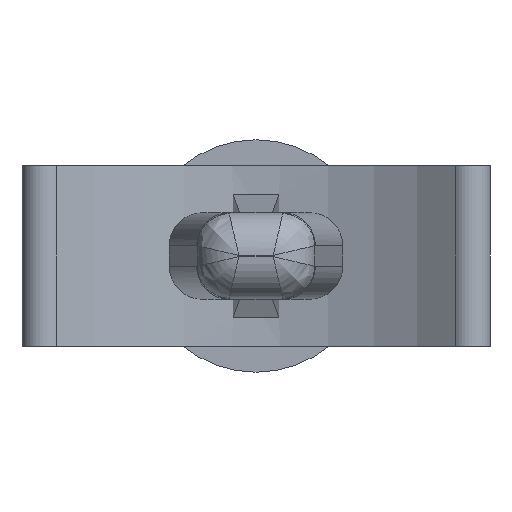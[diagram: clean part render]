
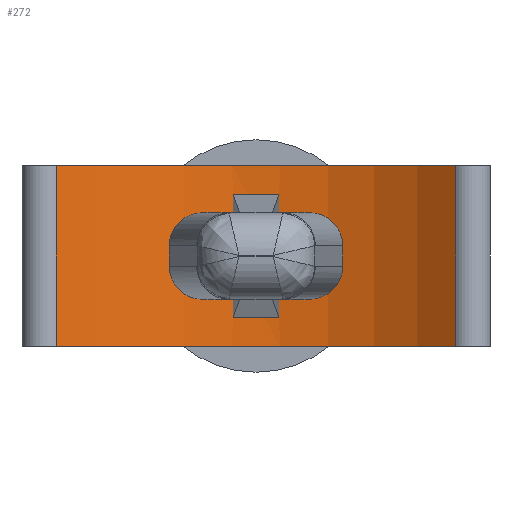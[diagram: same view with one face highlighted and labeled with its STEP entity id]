
A CAD part, front view. The second image highlights one B-rep face of the part: STEP entity #272.
In plain terms, the highlighted cylindrical face has radius 9.14 mm (diameter 18.28 mm), a partial arc.
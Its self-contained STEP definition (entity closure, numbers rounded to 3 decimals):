
#272 = ADVANCED_FACE( '', ( #618, #619 ), #620, .F. );
#618 = FACE_OUTER_BOUND( '', #1281, .T. );
#619 = FACE_BOUND( '', #1282, .T. );
#620 = CYLINDRICAL_SURFACE( '', #1283, 9.14 );
#1281 = EDGE_LOOP( '', ( #2693, #2694, #2695, #2696 ) );
#1282 = EDGE_LOOP( '', ( #2697, #2698, #2699, #2700 ) );
#1283 = AXIS2_PLACEMENT_3D( '', #2701, #2702, #2703 );
#2693 = ORIENTED_EDGE( '', *, *, #3608, .T. );
#2694 = ORIENTED_EDGE( '', *, *, #3609, .F. );
#2695 = ORIENTED_EDGE( '', *, *, #3610, .F. );
#2696 = ORIENTED_EDGE( '', *, *, #3611, .T. );
#2697 = ORIENTED_EDGE( '', *, *, #3612, .T. );
#2698 = ORIENTED_EDGE( '', *, *, #3613, .T. );
#2699 = ORIENTED_EDGE( '', *, *, #3336, .T. );
#2700 = ORIENTED_EDGE( '', *, *, #3600, .T. );
#2701 = CARTESIAN_POINT( '', ( 0., -13.9, 2.75 ) );
#2702 = DIRECTION( '', ( 0., 0., 1. ) );
#2703 = DIRECTION( '', ( -1., 0., 0. ) );
#3336 = EDGE_CURVE( '', #3805, #3806, #3807, .T. );
#3600 = EDGE_CURVE( '', #3806, #4229, #4230, .F. );
#3608 = EDGE_CURVE( '', #4238, #4239, #4240, .T. );
#3609 = EDGE_CURVE( '', #4241, #4239, #4242, .T. );
#3610 = EDGE_CURVE( '', #4243, #4241, #4244, .T. );
#3611 = EDGE_CURVE( '', #4243, #4238, #4245, .T. );
#3612 = EDGE_CURVE( '', #4229, #4246, #4247, .T. );
#3613 = EDGE_CURVE( '', #4246, #3805, #4248, .T. );
#3805 = VERTEX_POINT( '', #4471 );
#3806 = VERTEX_POINT( '', #4472 );
#3807 = CIRCLE( '', #4473, 9.14 );
#4229 = VERTEX_POINT( '', #5055 );
#4230 = LINE( '', #5056, #5057 );
#4238 = VERTEX_POINT( '', #5069 );
#4239 = VERTEX_POINT( '', #5070 );
#4240 = CIRCLE( '', #5071, 9.14 );
#4241 = VERTEX_POINT( '', #5072 );
#4242 = LINE( '', #5073, #5074 );
#4243 = VERTEX_POINT( '', #5075 );
#4244 = CIRCLE( '', #5076, 9.14 );
#4245 = LINE( '', #5077, #5078 );
#4246 = VERTEX_POINT( '', #5079 );
#4247 = CIRCLE( '', #5080, 9.14 );
#4248 = LINE( '', #5081, #5082 );
#4471 = CARTESIAN_POINT( '', ( 0.7, -4.787, -1.875 ) );
#4472 = CARTESIAN_POINT( '', ( -0.7, -4.787, -1.875 ) );
#4473 = AXIS2_PLACEMENT_3D( '', #5369, #5370, #5371 );
#5055 = CARTESIAN_POINT( '', ( -0.7, -4.787, 1.875 ) );
#5056 = CARTESIAN_POINT( '', ( -0.7, -4.787, 2.75 ) );
#5057 = VECTOR( '', #5685, 1000. );
#5069 = CARTESIAN_POINT( '', ( -6.107, -7.1, -2.75 ) );
#5070 = CARTESIAN_POINT( '', ( 6.107, -7.1, -2.75 ) );
#5071 = AXIS2_PLACEMENT_3D( '', #5690, #5691, #5692 );
#5072 = CARTESIAN_POINT( '', ( 6.107, -7.1, 2.75 ) );
#5073 = CARTESIAN_POINT( '', ( 6.107, -7.1, 2.75 ) );
#5074 = VECTOR( '', #5693, 1000. );
#5075 = CARTESIAN_POINT( '', ( -6.107, -7.1, 2.75 ) );
#5076 = AXIS2_PLACEMENT_3D( '', #5694, #5695, #5696 );
#5077 = CARTESIAN_POINT( '', ( -6.107, -7.1, 2.75 ) );
#5078 = VECTOR( '', #5697, 1000. );
#5079 = CARTESIAN_POINT( '', ( 0.7, -4.787, 1.875 ) );
#5080 = AXIS2_PLACEMENT_3D( '', #5698, #5699, #5700 );
#5081 = CARTESIAN_POINT( '', ( 0.7, -4.787, 2.75 ) );
#5082 = VECTOR( '', #5701, 1000. );
#5369 = CARTESIAN_POINT( '', ( 0., -13.9, -1.875 ) );
#5370 = DIRECTION( '', ( 0., 0., 1. ) );
#5371 = DIRECTION( '', ( 1., 0., 0. ) );
#5685 = DIRECTION( '', ( 0., 0., -1. ) );
#5690 = CARTESIAN_POINT( '', ( 0., -13.9, -2.75 ) );
#5691 = DIRECTION( '', ( 0., 0., -1. ) );
#5692 = DIRECTION( '', ( 1., 0., 0. ) );
#5693 = DIRECTION( '', ( 0., 0., -1. ) );
#5694 = CARTESIAN_POINT( '', ( 0., -13.9, 2.75 ) );
#5695 = DIRECTION( '', ( 0., 0., -1. ) );
#5696 = DIRECTION( '', ( 1., 0., 0. ) );
#5697 = DIRECTION( '', ( 0., 0., -1. ) );
#5698 = CARTESIAN_POINT( '', ( 0., -13.9, 1.875 ) );
#5699 = DIRECTION( '', ( 0., 0., -1. ) );
#5700 = DIRECTION( '', ( -1., 0., 0. ) );
#5701 = DIRECTION( '', ( 0., 0., -1. ) );
